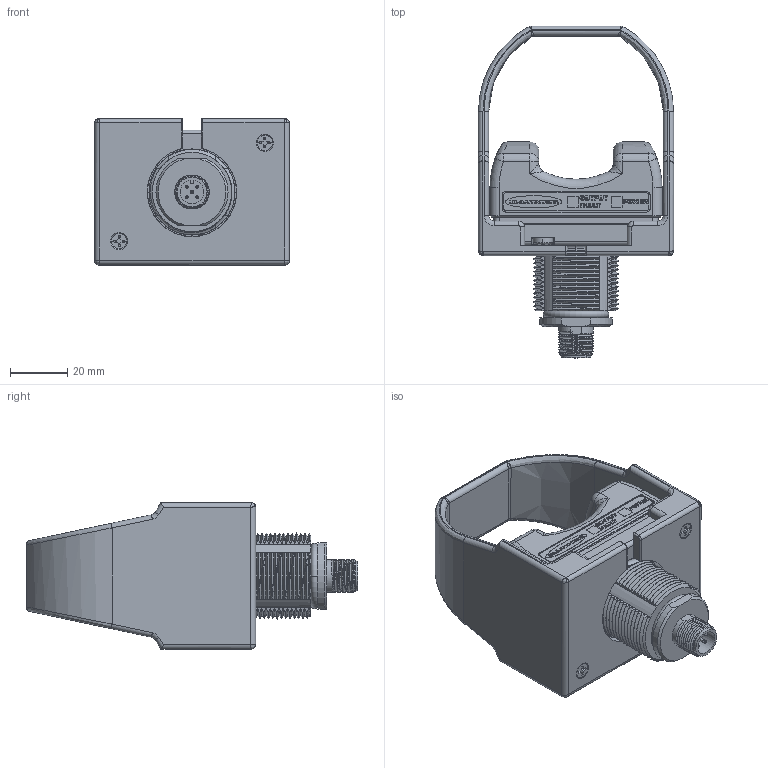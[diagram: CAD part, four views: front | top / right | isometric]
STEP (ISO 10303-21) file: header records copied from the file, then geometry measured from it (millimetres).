
FILE_DESCRIPTION((''),'2;1');
FILE_NAME('215162_SM01_ASM','2021-08-18T14:03:33',('PDMAdmin'),('BANNER ENGINEERING'),'CREO PARAMETRIC BY PTC INC, 2019292','CREO PARAMETRIC BY PTC INC, 2019292','');
FILE_SCHEMA(('CONFIG_CONTROL_DESIGN'));
Products named in the file (4): 215162_EP01; 213128_EP01; 215340; 215162_SM01_ASM
Assembly tree (4 placements, depth 2):
  215162_SM01_ASM
    215162_EP01
    213128_EP01
    215340  x2
Bounding box: 68 x 115.63 x 51 mm (x, y, z)
Volume: 91974.4 mm3; surface area: 40468.8 mm2
Topology: 1 solids, 6 shells, 1638 faces, 5162 edges, 3521 vertices
Faces by surface type: plane 596, cylinder 507, bspline 326, extrusion 83, cone 72, torus 38, sphere 16
Entity records: 73818 total; most frequent: CARTESIAN_POINT 34944, ORIENTED_EDGE 8651, DIRECTION 6803, EDGE_CURVE 4643, VERTEX_POINT 3110, VECTOR 2379, LINE 2296, AXIS2_PLACEMENT_3D 2212
